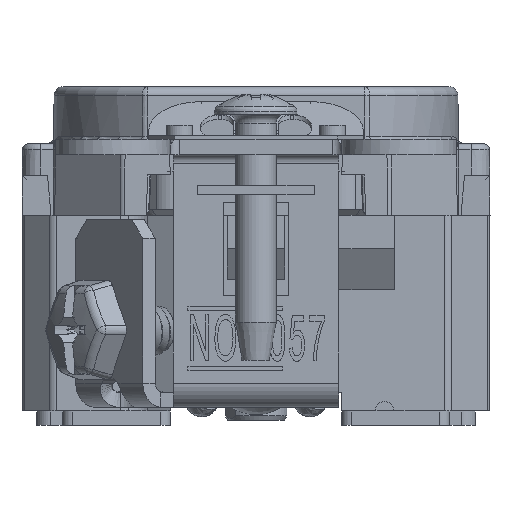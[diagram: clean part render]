
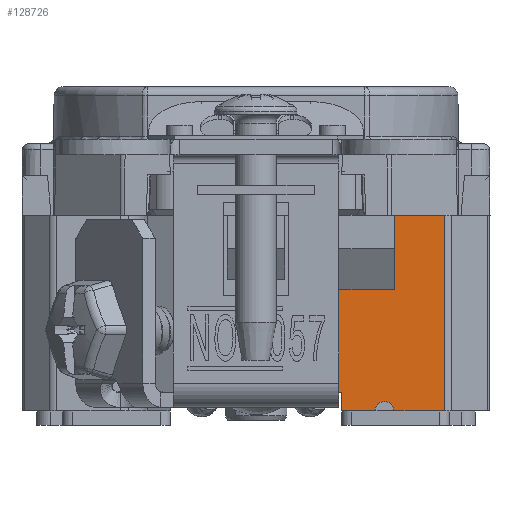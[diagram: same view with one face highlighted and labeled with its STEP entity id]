
A CAD part, front view. The second image highlights one B-rep face of the part: STEP entity #128726.
In plain terms, the highlighted planar face has unit normal (0, -1, 0).
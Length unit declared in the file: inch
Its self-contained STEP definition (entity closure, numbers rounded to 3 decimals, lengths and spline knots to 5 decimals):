
#1824 = VERTEX_POINT ( 'NONE', #162099 ) ;
#1853 = CARTESIAN_POINT ( 'NONE',  ( 0.453, -1.2135, 0.32 ) ) ;
#4176 = DIRECTION ( 'NONE',  ( 0., 0., 1. ) ) ;
#8116 = CARTESIAN_POINT ( 'NONE',  ( 0.281, -1.2135, -0.258 ) ) ;
#15029 = CARTESIAN_POINT ( 'NONE',  ( 0.42, -1.2135, -0.32 ) ) ;
#15347 = EDGE_CURVE ( 'NONE', #32187, #236759, #49870, .T. ) ;
#15780 = CARTESIAN_POINT ( 'NONE',  ( 0.61666, -1.2135, -0.32 ) ) ;
#16782 = CARTESIAN_POINT ( 'NONE',  ( 0., -1.2135, -0.32 ) ) ;
#22913 = VECTOR ( 'NONE', #34288, 39.37008 ) ;
#23586 = ORIENTED_EDGE ( 'NONE', *, *, #15347, .F. ) ;
#28034 = EDGE_CURVE ( 'NONE', #166962, #61281, #119456, .T. ) ;
#31156 = DIRECTION ( 'NONE',  ( -1., 0., 0. ) ) ;
#31306 = DIRECTION ( 'NONE',  ( 1., 0., 0. ) ) ;
#32187 = VERTEX_POINT ( 'NONE', #130433 ) ;
#33073 = LINE ( 'NONE', #88853, #22913 ) ;
#34288 = DIRECTION ( 'NONE',  ( 1., 0., 0. ) ) ;
#41854 = CIRCLE ( 'NONE', #113323, 0.031 ) ;
#49870 = LINE ( 'NONE', #201332, #242263 ) ;
#53450 = DIRECTION ( 'NONE',  ( 1., 0., 0. ) ) ;
#54166 = ORIENTED_EDGE ( 'NONE', *, *, #66077, .F. ) ;
#54837 = EDGE_LOOP ( 'NONE', ( #240171, #170060, #187727, #138238, #143161, #54166, #171832, #23586, #131947, #156904, #147189 ) ) ;
#56615 = VERTEX_POINT ( 'NONE', #242176 ) ;
#59251 = EDGE_CURVE ( 'NONE', #236759, #80090, #110864, .T. ) ;
#61281 = VERTEX_POINT ( 'NONE', #8116 ) ;
#66077 = EDGE_CURVE ( 'NONE', #80090, #56615, #153175, .T. ) ;
#74540 = CARTESIAN_POINT ( 'NONE',  ( 0., -1.2135, -0.32 ) ) ;
#74848 = DIRECTION ( 'NONE',  ( 0., 0., 1. ) ) ;
#77774 = CARTESIAN_POINT ( 'NONE',  ( 0.27, -1.2135, -0.258 ) ) ;
#79547 = DIRECTION ( 'NONE',  ( 0., -1., 0. ) ) ;
#80090 = VERTEX_POINT ( 'NONE', #1853 ) ;
#82349 = VERTEX_POINT ( 'NONE', #153794 ) ;
#87495 = FACE_OUTER_BOUND ( 'NONE', #54837, .T. ) ;
#88853 = CARTESIAN_POINT ( 'NONE',  ( 0., -1.2135, -0.32 ) ) ;
#89424 = LINE ( 'NONE', #125427, #142465 ) ;
#109925 = DIRECTION ( 'NONE',  ( -1., 0., 0. ) ) ;
#110749 = CARTESIAN_POINT ( 'NONE',  ( 0.25122, -1.2135, -0.32 ) ) ;
#110864 = LINE ( 'NONE', #208984, #131522 ) ;
#111989 = LINE ( 'NONE', #110749, #141768 ) ;
#113323 = AXIS2_PLACEMENT_3D ( 'NONE', #15029, #133953, #209817 ) ;
#119456 = LINE ( 'NONE', #174086, #145054 ) ;
#125427 = CARTESIAN_POINT ( 'NONE',  ( 0., -1.2135, -0.258 ) ) ;
#128726 = ADVANCED_FACE ( 'NONE', ( #87495 ), #163142, .T. ) ;
#130433 = CARTESIAN_POINT ( 'NONE',  ( 0.25122, -1.2135, 0.076 ) ) ;
#130777 = CARTESIAN_POINT ( 'NONE',  ( 0.451, -1.2135, -0.32 ) ) ;
#130856 = DIRECTION ( 'NONE',  ( 0., 0., -1. ) ) ;
#131522 = VECTOR ( 'NONE', #74848, 39.37008 ) ;
#131947 = ORIENTED_EDGE ( 'NONE', *, *, #210222, .F. ) ;
#132993 = VERTEX_POINT ( 'NONE', #77774 ) ;
#133953 = DIRECTION ( 'NONE',  ( 0., -1., 0. ) ) ;
#138238 = ORIENTED_EDGE ( 'NONE', *, *, #187880, .T. ) ;
#141768 = VECTOR ( 'NONE', #186419, 39.37008 ) ;
#142465 = VECTOR ( 'NONE', #31156, 39.37008 ) ;
#143161 = ORIENTED_EDGE ( 'NONE', *, *, #243174, .T. ) ;
#145054 = VECTOR ( 'NONE', #4176, 39.37008 ) ;
#147189 = ORIENTED_EDGE ( 'NONE', *, *, #173668, .F. ) ;
#153175 = LINE ( 'NONE', #191772, #236638 ) ;
#153794 = CARTESIAN_POINT ( 'NONE',  ( 0.25122, -1.2135, -0.258 ) ) ;
#155593 = DIRECTION ( 'NONE',  ( 1., 0., 0. ) ) ;
#156904 = ORIENTED_EDGE ( 'NONE', *, *, #171960, .F. ) ;
#162099 = CARTESIAN_POINT ( 'NONE',  ( 0.389, -1.2135, -0.32 ) ) ;
#163142 = PLANE ( 'NONE',  #163181 ) ;
#163181 = AXIS2_PLACEMENT_3D ( 'NONE', #16782, #79547, #130856 ) ;
#166705 = VERTEX_POINT ( 'NONE', #130777 ) ;
#166962 = VERTEX_POINT ( 'NONE', #178514 ) ;
#168924 = VERTEX_POINT ( 'NONE', #15780 ) ;
#170060 = ORIENTED_EDGE ( 'NONE', *, *, #207477, .T. ) ;
#170502 = VECTOR ( 'NONE', #183984, 39.37008 ) ;
#171832 = ORIENTED_EDGE ( 'NONE', *, *, #59251, .F. ) ;
#171960 = EDGE_CURVE ( 'NONE', #132993, #82349, #218063, .T. ) ;
#173668 = EDGE_CURVE ( 'NONE', #61281, #132993, #89424, .T. ) ;
#174086 = CARTESIAN_POINT ( 'NONE',  ( 0.281, -1.2135, -0.32 ) ) ;
#178514 = CARTESIAN_POINT ( 'NONE',  ( 0.281, -1.2135, -0.32 ) ) ;
#183984 = DIRECTION ( 'NONE',  ( 0., 0., 1. ) ) ;
#186419 = DIRECTION ( 'NONE',  ( 0., 0., 1. ) ) ;
#187727 = ORIENTED_EDGE ( 'NONE', *, *, #203447, .F. ) ;
#187880 = EDGE_CURVE ( 'NONE', #166705, #168924, #33073, .T. ) ;
#190682 = CARTESIAN_POINT ( 'NONE',  ( 0.453, -1.2135, 0.076 ) ) ;
#191772 = CARTESIAN_POINT ( 'NONE',  ( 0., -1.2135, 0.32 ) ) ;
#201332 = CARTESIAN_POINT ( 'NONE',  ( 0.25122, -1.2135, 0.076 ) ) ;
#203447 = EDGE_CURVE ( 'NONE', #166705, #1824, #41854, .T. ) ;
#206394 = CARTESIAN_POINT ( 'NONE',  ( 0.61666, -1.2135, -0.32 ) ) ;
#207477 = EDGE_CURVE ( 'NONE', #166962, #1824, #208662, .T. ) ;
#208662 = LINE ( 'NONE', #74540, #231213 ) ;
#208984 = CARTESIAN_POINT ( 'NONE',  ( 0.453, -1.2135, -0.32 ) ) ;
#209817 = DIRECTION ( 'NONE',  ( 0., 0., -1. ) ) ;
#210222 = EDGE_CURVE ( 'NONE', #82349, #32187, #111989, .T. ) ;
#218063 = LINE ( 'NONE', #236589, #240474 ) ;
#231213 = VECTOR ( 'NONE', #53450, 39.37008 ) ;
#236589 = CARTESIAN_POINT ( 'NONE',  ( 0., -1.2135, -0.258 ) ) ;
#236638 = VECTOR ( 'NONE', #155593, 39.37008 ) ;
#236759 = VERTEX_POINT ( 'NONE', #190682 ) ;
#238684 = LINE ( 'NONE', #206394, #170502 ) ;
#240171 = ORIENTED_EDGE ( 'NONE', *, *, #28034, .F. ) ;
#240474 = VECTOR ( 'NONE', #109925, 39.37008 ) ;
#242176 = CARTESIAN_POINT ( 'NONE',  ( 0.61666, -1.2135, 0.32 ) ) ;
#242263 = VECTOR ( 'NONE', #31306, 39.37008 ) ;
#243174 = EDGE_CURVE ( 'NONE', #168924, #56615, #238684, .T. ) ;
